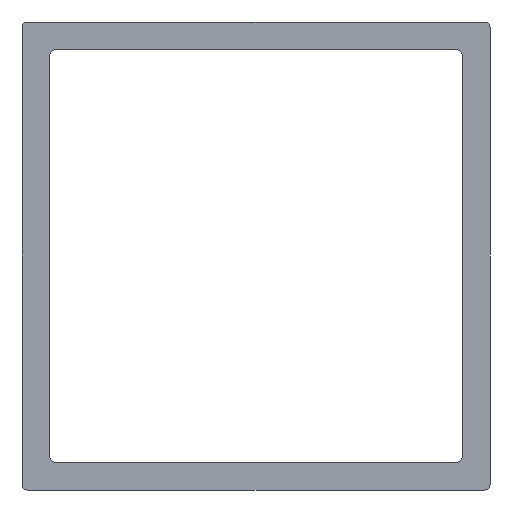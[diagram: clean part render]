
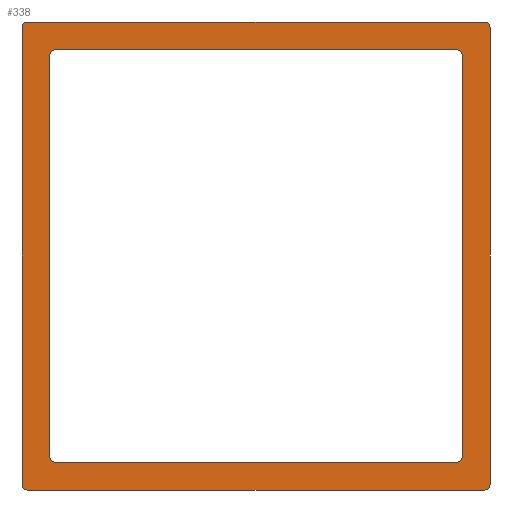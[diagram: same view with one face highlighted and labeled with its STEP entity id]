
A CAD part, left-side view. The second image highlights one B-rep face of the part: STEP entity #338.
In plain terms, the highlighted planar face has unit normal (-1, 0, 0).
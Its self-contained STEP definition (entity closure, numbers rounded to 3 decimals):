
#15=FACE_BOUND('',#55,.T.);
#21=PLANE('',#368);
#36=FACE_OUTER_BOUND('',#54,.T.);
#54=EDGE_LOOP('',(#261,#262,#263,#264,#265,#266,#267,#268));
#55=EDGE_LOOP('',(#269,#270,#271,#272,#273,#274,#275,#276));
#67=LINE('',#497,#99);
#73=LINE('',#518,#105);
#78=LINE('',#530,#110);
#81=LINE('',#542,#113);
#84=LINE('',#548,#116);
#85=LINE('',#552,#117);
#86=LINE('',#556,#118);
#87=LINE('',#558,#119);
#99=VECTOR('',#395,216.);
#105=VECTOR('',#415,216.);
#110=VECTOR('',#428,216.);
#113=VECTOR('',#439,246.);
#116=VECTOR('',#444,246.);
#117=VECTOR('',#447,246.);
#118=VECTOR('',#450,246.);
#119=VECTOR('',#453,216.);
#129=CIRCLE('',#350,3.);
#132=CIRCLE('',#355,3.);
#133=CIRCLE('',#357,3.);
#135=CIRCLE('',#361,3.);
#138=CIRCLE('',#366,3.);
#139=CIRCLE('',#369,3.);
#140=CIRCLE('',#370,3.);
#141=CIRCLE('',#371,3.);
#145=VERTEX_POINT('',#487);
#146=VERTEX_POINT('',#488);
#149=VERTEX_POINT('',#496);
#152=VERTEX_POINT('',#504);
#153=VERTEX_POINT('',#508);
#154=VERTEX_POINT('',#509);
#157=VERTEX_POINT('',#517);
#159=VERTEX_POINT('',#523);
#163=VERTEX_POINT('',#535);
#164=VERTEX_POINT('',#537);
#165=VERTEX_POINT('',#541);
#167=VERTEX_POINT('',#547);
#168=VERTEX_POINT('',#549);
#169=VERTEX_POINT('',#551);
#170=VERTEX_POINT('',#553);
#171=VERTEX_POINT('',#555);
#177=EDGE_CURVE('',#145,#146,#129,.T.);
#181=EDGE_CURVE('',#149,#146,#67,.T.);
#185=EDGE_CURVE('',#149,#152,#132,.T.);
#187=EDGE_CURVE('',#153,#154,#133,.T.);
#191=EDGE_CURVE('',#157,#154,#73,.T.);
#194=EDGE_CURVE('',#157,#159,#135,.T.);
#198=EDGE_CURVE('',#145,#159,#78,.T.);
#201=EDGE_CURVE('',#163,#164,#138,.T.);
#203=EDGE_CURVE('',#165,#164,#81,.T.);
#206=EDGE_CURVE('',#163,#167,#84,.T.);
#207=EDGE_CURVE('',#168,#167,#139,.T.);
#208=EDGE_CURVE('',#168,#169,#85,.T.);
#209=EDGE_CURVE('',#170,#169,#140,.T.);
#210=EDGE_CURVE('',#170,#171,#86,.T.);
#211=EDGE_CURVE('',#165,#171,#141,.T.);
#212=EDGE_CURVE('',#153,#152,#87,.T.);
#261=ORIENTED_EDGE('',*,*,#201,.F.);
#262=ORIENTED_EDGE('',*,*,#206,.T.);
#263=ORIENTED_EDGE('',*,*,#207,.F.);
#264=ORIENTED_EDGE('',*,*,#208,.T.);
#265=ORIENTED_EDGE('',*,*,#209,.F.);
#266=ORIENTED_EDGE('',*,*,#210,.T.);
#267=ORIENTED_EDGE('',*,*,#211,.F.);
#268=ORIENTED_EDGE('',*,*,#203,.T.);
#269=ORIENTED_EDGE('',*,*,#212,.T.);
#270=ORIENTED_EDGE('',*,*,#185,.F.);
#271=ORIENTED_EDGE('',*,*,#181,.T.);
#272=ORIENTED_EDGE('',*,*,#177,.F.);
#273=ORIENTED_EDGE('',*,*,#198,.T.);
#274=ORIENTED_EDGE('',*,*,#194,.F.);
#275=ORIENTED_EDGE('',*,*,#191,.T.);
#276=ORIENTED_EDGE('',*,*,#187,.F.);
#338=ADVANCED_FACE('',(#36,#15),#21,.T.);
#350=AXIS2_PLACEMENT_3D('',#489,#387,#388);
#355=AXIS2_PLACEMENT_3D('',#505,#402,#403);
#357=AXIS2_PLACEMENT_3D('',#510,#407,#408);
#361=AXIS2_PLACEMENT_3D('',#524,#420,#421);
#366=AXIS2_PLACEMENT_3D('',#538,#434,#435);
#368=AXIS2_PLACEMENT_3D('',#546,#442,#443);
#369=AXIS2_PLACEMENT_3D('',#550,#445,#446);
#370=AXIS2_PLACEMENT_3D('',#554,#448,#449);
#371=AXIS2_PLACEMENT_3D('',#557,#451,#452);
#387=DIRECTION('center_axis',(-1.,0.,0.));
#388=DIRECTION('ref_axis',(0.,-0.707,0.707));
#395=DIRECTION('',(0.,-1.,0.));
#402=DIRECTION('center_axis',(-1.,0.,0.));
#403=DIRECTION('ref_axis',(0.,0.707,0.707));
#407=DIRECTION('center_axis',(-1.,0.,0.));
#408=DIRECTION('ref_axis',(0.,0.707,-0.707));
#415=DIRECTION('',(0.,1.,0.));
#420=DIRECTION('center_axis',(-1.,0.,0.));
#421=DIRECTION('ref_axis',(0.,-0.707,-0.707));
#428=DIRECTION('',(0.,0.,-1.));
#434=DIRECTION('center_axis',(1.,0.,0.));
#435=DIRECTION('ref_axis',(0.,-0.707,0.707));
#439=DIRECTION('',(0.,0.,1.));
#442=DIRECTION('center_axis',(-1.,0.,0.));
#443=DIRECTION('ref_axis',(0.,0.,1.));
#444=DIRECTION('',(0.,1.,0.));
#445=DIRECTION('center_axis',(1.,0.,0.));
#446=DIRECTION('ref_axis',(0.,0.707,0.707));
#447=DIRECTION('',(0.,0.,-1.));
#448=DIRECTION('center_axis',(1.,0.,0.));
#449=DIRECTION('ref_axis',(0.,0.707,-0.707));
#450=DIRECTION('',(0.,-1.,0.));
#451=DIRECTION('center_axis',(1.,0.,0.));
#452=DIRECTION('ref_axis',(0.,-0.707,-0.707));
#453=DIRECTION('',(0.,0.,1.));
#487=CARTESIAN_POINT('',(-1.5,-111.,108.));
#488=CARTESIAN_POINT('',(-1.5,-108.,111.));
#489=CARTESIAN_POINT('Origin',(-1.5,-108.,108.));
#496=CARTESIAN_POINT('',(-1.5,108.,111.));
#497=CARTESIAN_POINT('',(-1.5,55.5,111.));
#504=CARTESIAN_POINT('',(-1.5,111.,108.));
#505=CARTESIAN_POINT('Origin',(-1.5,108.,108.));
#508=CARTESIAN_POINT('',(-1.5,111.,-108.));
#509=CARTESIAN_POINT('',(-1.5,108.,-111.));
#510=CARTESIAN_POINT('Origin',(-1.5,108.,-108.));
#517=CARTESIAN_POINT('',(-1.5,-108.,-111.));
#518=CARTESIAN_POINT('',(-1.5,-55.5,-111.));
#523=CARTESIAN_POINT('',(-1.5,-111.,-108.));
#524=CARTESIAN_POINT('Origin',(-1.5,-108.,-108.));
#530=CARTESIAN_POINT('',(-1.5,-111.,55.5));
#535=CARTESIAN_POINT('',(-1.5,-123.,126.));
#537=CARTESIAN_POINT('',(-1.5,-126.,123.));
#538=CARTESIAN_POINT('Origin',(-1.5,-123.,123.));
#541=CARTESIAN_POINT('',(-1.5,-126.,-123.));
#542=CARTESIAN_POINT('',(-1.5,-126.,126.));
#546=CARTESIAN_POINT('Origin',(-1.5,0.,0.));
#547=CARTESIAN_POINT('',(-1.5,123.,126.));
#548=CARTESIAN_POINT('',(-1.5,126.,126.));
#549=CARTESIAN_POINT('',(-1.5,126.,123.));
#550=CARTESIAN_POINT('Origin',(-1.5,123.,123.));
#551=CARTESIAN_POINT('',(-1.5,126.,-123.));
#552=CARTESIAN_POINT('',(-1.5,126.,-126.));
#553=CARTESIAN_POINT('',(-1.5,123.,-126.));
#554=CARTESIAN_POINT('Origin',(-1.5,123.,-123.));
#555=CARTESIAN_POINT('',(-1.5,-123.,-126.));
#556=CARTESIAN_POINT('',(-1.5,-126.,-126.));
#557=CARTESIAN_POINT('Origin',(-1.5,-123.,-123.));
#558=CARTESIAN_POINT('',(-1.5,111.,-55.5));
